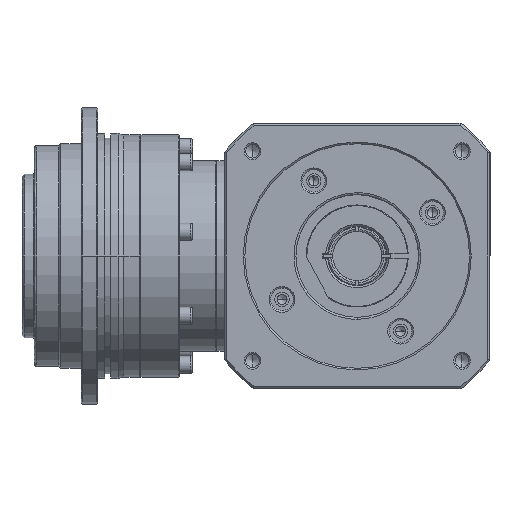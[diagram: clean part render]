
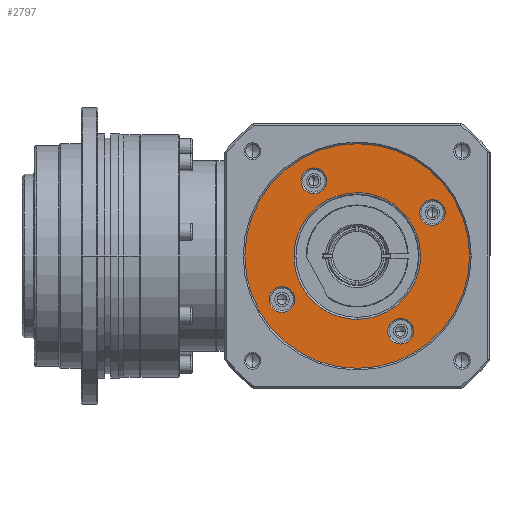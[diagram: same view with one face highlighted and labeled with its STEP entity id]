
A CAD part, front view. The second image highlights one B-rep face of the part: STEP entity #2797.
In plain terms, the highlighted face is planar.
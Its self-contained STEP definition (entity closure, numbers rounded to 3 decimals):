
#59 = DIRECTION ( 'NONE',  ( 1., 0., 0. ) ) ;
#578 = AXIS2_PLACEMENT_3D ( 'NONE', #2349, #2307, #2228 ) ;
#818 = CIRCLE ( 'NONE', #13322, 6.3 ) ;
#989 = EDGE_CURVE ( 'NONE', #11938, #21078, #3730, .T. ) ;
#1190 = CARTESIAN_POINT ( 'NONE',  ( 36.806, 21.25, 29.5 ) ) ;
#1292 =( BOUNDED_CURVE ( )  B_SPLINE_CURVE ( 3, ( #7703, #8593, #10542, #7366 ),
 .UNSPECIFIED., .F., .F. ) 
 B_SPLINE_CURVE_WITH_KNOTS ( ( 4, 4 ),
 ( 0.5, 1. ),
 .UNSPECIFIED. ) 
 CURVE ( )  GEOMETRIC_REPRESENTATION_ITEM ( )  RATIONAL_B_SPLINE_CURVE ( ( 1., 0.333, 0.333, 1. ) ) 
 REPRESENTATION_ITEM ( '' )  );
#1946 = DIRECTION ( 'NONE',  ( 1., 0., 0. ) ) ;
#2026 = ORIENTED_EDGE ( 'NONE', *, *, #7450, .T. ) ;
#2212 = CARTESIAN_POINT ( 'NONE',  ( 31., 0., 29.5 ) ) ;
#2228 = DIRECTION ( 'NONE',  ( 1., 0., 0. ) ) ;
#2307 = DIRECTION ( 'NONE',  ( 0., 0., -1. ) ) ;
#2349 = CARTESIAN_POINT ( 'NONE',  ( -21.25, 36.806, 29.5 ) ) ;
#2355 = DIRECTION ( 'NONE',  ( 0., 0., -1. ) ) ;
#2380 = ORIENTED_EDGE ( 'NONE', *, *, #5853, .F. ) ;
#2797 = ADVANCED_FACE ( 'NONE', ( #25924, #6002, #19101, #12120, #5175, #31958 ), #13401, .T. ) ;
#2955 = ORIENTED_EDGE ( 'NONE', *, *, #22953, .T. ) ;
#3497 = EDGE_LOOP ( 'NONE', ( #28785, #31487 ) ) ;
#3730 = CIRCLE ( 'NONE', #578, 6.3 ) ;
#3780 = DIRECTION ( 'NONE',  ( 1., 0., 0. ) ) ;
#4295 = DIRECTION ( 'NONE',  ( 0., 0., 1. ) ) ;
#4895 = CARTESIAN_POINT ( 'NONE',  ( -31., 0., 29.5 ) ) ;
#5175 = FACE_BOUND ( 'NONE', #29063, .T. ) ;
#5290 = CIRCLE ( 'NONE', #10470, 55. ) ;
#5422 = CARTESIAN_POINT ( 'NONE',  ( 0., 0., 29.5 ) ) ;
#5525 = EDGE_LOOP ( 'NONE', ( #20934, #7300 ) ) ;
#5853 = EDGE_CURVE ( 'NONE', #18970, #22546, #1292, .T. ) ;
#6002 = FACE_BOUND ( 'NONE', #29880, .T. ) ;
#6210 = EDGE_CURVE ( 'NONE', #21078, #11938, #15158, .T. ) ;
#7154 = CARTESIAN_POINT ( 'NONE',  ( 27.55, -36.806, 29.5 ) ) ;
#7300 = ORIENTED_EDGE ( 'NONE', *, *, #9107, .T. ) ;
#7366 = CARTESIAN_POINT ( 'NONE',  ( 31., 0., 29.5 ) ) ;
#7450 = EDGE_CURVE ( 'NONE', #13866, #29012, #21116, .T. ) ;
#7673 = ORIENTED_EDGE ( 'NONE', *, *, #25138, .T. ) ;
#7688 = EDGE_CURVE ( 'NONE', #29012, #13866, #17000, .T. ) ;
#7703 = CARTESIAN_POINT ( 'NONE',  ( -31., 0., 29.5 ) ) ;
#7879 = DIRECTION ( 'NONE',  ( 1., 0., 0. ) ) ;
#7966 = DIRECTION ( 'NONE',  ( 0., 0., -1. ) ) ;
#8035 = EDGE_CURVE ( 'NONE', #32320, #19463, #24655, .T. ) ;
#8056 = DIRECTION ( 'NONE',  ( -1., 0., 0. ) ) ;
#8183 = CARTESIAN_POINT ( 'NONE',  ( -21.25, 36.806, 29.5 ) ) ;
#8593 = CARTESIAN_POINT ( 'NONE',  ( -31., -62., 29.5 ) ) ;
#9107 = EDGE_CURVE ( 'NONE', #17676, #17405, #5290, .T. ) ;
#9248 = EDGE_CURVE ( 'NONE', #20713, #10692, #818, .T. ) ;
#10470 = AXIS2_PLACEMENT_3D ( 'NONE', #19938, #4295, #22543 ) ;
#10542 = CARTESIAN_POINT ( 'NONE',  ( 31., -62., 29.5 ) ) ;
#10692 = VERTEX_POINT ( 'NONE', #7154 ) ;
#11103 = CARTESIAN_POINT ( 'NONE',  ( 30.506, 21.25, 29.5 ) ) ;
#11938 = VERTEX_POINT ( 'NONE', #17388 ) ;
#11955 = DIRECTION ( 'NONE',  ( 1., 0., 0. ) ) ;
#12004 = DIRECTION ( 'NONE',  ( 0., 0., 1. ) ) ;
#12032 = CARTESIAN_POINT ( 'NONE',  ( 0., 0., 29.5 ) ) ;
#12120 = FACE_OUTER_BOUND ( 'NONE', #5525, .T. ) ;
#12496 = CARTESIAN_POINT ( 'NONE',  ( 14.95, -36.806, 29.5 ) ) ;
#12671 = CARTESIAN_POINT ( 'NONE',  ( 31., 62., 29.5 ) ) ;
#13047 = CARTESIAN_POINT ( 'NONE',  ( 55., 0., 29.5 ) ) ;
#13194 = AXIS2_PLACEMENT_3D ( 'NONE', #33020, #17588, #1946 ) ;
#13259 = EDGE_LOOP ( 'NONE', ( #2380, #32855 ) ) ;
#13321 = AXIS2_PLACEMENT_3D ( 'NONE', #8183, #7966, #7879 ) ;
#13322 = AXIS2_PLACEMENT_3D ( 'NONE', #18021, #2355, #20599 ) ;
#13401 = PLANE ( 'NONE',  #13415 ) ;
#13415 = AXIS2_PLACEMENT_3D ( 'NONE', #12032, #12004, #11955 ) ;
#13711 = CARTESIAN_POINT ( 'NONE',  ( -36.806, -21.25, 29.5 ) ) ;
#13866 = VERTEX_POINT ( 'NONE', #31669 ) ;
#14568 = DIRECTION ( 'NONE',  ( 0., 0., -1. ) ) ;
#15158 = CIRCLE ( 'NONE', #13321, 6.3 ) ;
#15642 = DIRECTION ( 'NONE',  ( 0., 0., -1. ) ) ;
#16324 = DIRECTION ( 'NONE',  ( 1., 0., 0. ) ) ;
#16486 = AXIS2_PLACEMENT_3D ( 'NONE', #30055, #14568, #32636 ) ;
#17000 = CIRCLE ( 'NONE', #13194, 6.3 ) ;
#17388 = CARTESIAN_POINT ( 'NONE',  ( -14.95, 36.806, 29.5 ) ) ;
#17405 = VERTEX_POINT ( 'NONE', #22288 ) ;
#17588 = DIRECTION ( 'NONE',  ( 0., 0., -1. ) ) ;
#17661 = CIRCLE ( 'NONE', #32877, 55. ) ;
#17676 = VERTEX_POINT ( 'NONE', #13047 ) ;
#17848 = CARTESIAN_POINT ( 'NONE',  ( 31., 0., 29.5 ) ) ;
#18021 = CARTESIAN_POINT ( 'NONE',  ( 21.25, -36.806, 29.5 ) ) ;
#18160 = EDGE_LOOP ( 'NONE', ( #21111, #2955 ) ) ;
#18295 = CARTESIAN_POINT ( 'NONE',  ( 43.106, 21.25, 29.5 ) ) ;
#18970 = VERTEX_POINT ( 'NONE', #19831 ) ;
#19101 = FACE_BOUND ( 'NONE', #13259, .T. ) ;
#19420 = DIRECTION ( 'NONE',  ( 0., 0., -1. ) ) ;
#19463 = VERTEX_POINT ( 'NONE', #11103 ) ;
#19726 = AXIS2_PLACEMENT_3D ( 'NONE', #13711, #31781, #16324 ) ;
#19831 = CARTESIAN_POINT ( 'NONE',  ( -31., 0., 29.5 ) ) ;
#19938 = CARTESIAN_POINT ( 'NONE',  ( 0., 0., 29.5 ) ) ;
#20537 = CARTESIAN_POINT ( 'NONE',  ( -31., 62., 29.5 ) ) ;
#20599 = DIRECTION ( 'NONE',  ( 1., 0., 0. ) ) ;
#20686 = CIRCLE ( 'NONE', #22883, 6.3 ) ;
#20713 = VERTEX_POINT ( 'NONE', #12496 ) ;
#20934 = ORIENTED_EDGE ( 'NONE', *, *, #30117, .T. ) ;
#21078 = VERTEX_POINT ( 'NONE', #27893 ) ;
#21111 = ORIENTED_EDGE ( 'NONE', *, *, #8035, .T. ) ;
#21116 = CIRCLE ( 'NONE', #19726, 6.3 ) ;
#22288 = CARTESIAN_POINT ( 'NONE',  ( -55., 0., 29.5 ) ) ;
#22543 = DIRECTION ( 'NONE',  ( -1., 0., 0. ) ) ;
#22546 = VERTEX_POINT ( 'NONE', #2212 ) ;
#22883 = AXIS2_PLACEMENT_3D ( 'NONE', #1190, #19420, #3780 ) ;
#22953 = EDGE_CURVE ( 'NONE', #19463, #32320, #20686, .T. ) ;
#23167 = AXIS2_PLACEMENT_3D ( 'NONE', #31114, #15642, #59 ) ;
#23666 = DIRECTION ( 'NONE',  ( 0., 0., 1. ) ) ;
#24655 = CIRCLE ( 'NONE', #16486, 6.3 ) ;
#25138 = EDGE_CURVE ( 'NONE', #10692, #20713, #33354, .T. ) ;
#25924 = FACE_BOUND ( 'NONE', #18160, .T. ) ;
#26028 =( BOUNDED_CURVE ( )  B_SPLINE_CURVE ( 3, ( #17848, #12671, #20537, #4895 ),
 .UNSPECIFIED., .F., .F. ) 
 B_SPLINE_CURVE_WITH_KNOTS ( ( 4, 4 ),
 ( 0., 0.5 ),
 .UNSPECIFIED. ) 
 CURVE ( )  GEOMETRIC_REPRESENTATION_ITEM ( )  RATIONAL_B_SPLINE_CURVE ( ( 1., 0.333, 0.333, 1. ) ) 
 REPRESENTATION_ITEM ( '' )  );
#26261 = EDGE_CURVE ( 'NONE', #22546, #18970, #26028, .T. ) ;
#27893 = CARTESIAN_POINT ( 'NONE',  ( -27.55, 36.806, 29.5 ) ) ;
#28785 = ORIENTED_EDGE ( 'NONE', *, *, #989, .T. ) ;
#29012 = VERTEX_POINT ( 'NONE', #33073 ) ;
#29063 = EDGE_LOOP ( 'NONE', ( #7673, #31515 ) ) ;
#29880 = EDGE_LOOP ( 'NONE', ( #32241, #2026 ) ) ;
#30055 = CARTESIAN_POINT ( 'NONE',  ( 36.806, 21.25, 29.5 ) ) ;
#30117 = EDGE_CURVE ( 'NONE', #17405, #17676, #17661, .T. ) ;
#31114 = CARTESIAN_POINT ( 'NONE',  ( 21.25, -36.806, 29.5 ) ) ;
#31487 = ORIENTED_EDGE ( 'NONE', *, *, #6210, .T. ) ;
#31515 = ORIENTED_EDGE ( 'NONE', *, *, #9248, .T. ) ;
#31669 = CARTESIAN_POINT ( 'NONE',  ( -43.106, -21.25, 29.5 ) ) ;
#31781 = DIRECTION ( 'NONE',  ( 0., 0., -1. ) ) ;
#31958 = FACE_BOUND ( 'NONE', #3497, .T. ) ;
#32241 = ORIENTED_EDGE ( 'NONE', *, *, #7688, .T. ) ;
#32320 = VERTEX_POINT ( 'NONE', #18295 ) ;
#32636 = DIRECTION ( 'NONE',  ( 1., 0., 0. ) ) ;
#32855 = ORIENTED_EDGE ( 'NONE', *, *, #26261, .F. ) ;
#32877 = AXIS2_PLACEMENT_3D ( 'NONE', #5422, #23666, #8056 ) ;
#33020 = CARTESIAN_POINT ( 'NONE',  ( -36.806, -21.25, 29.5 ) ) ;
#33073 = CARTESIAN_POINT ( 'NONE',  ( -30.506, -21.25, 29.5 ) ) ;
#33354 = CIRCLE ( 'NONE', #23167, 6.3 ) ;
